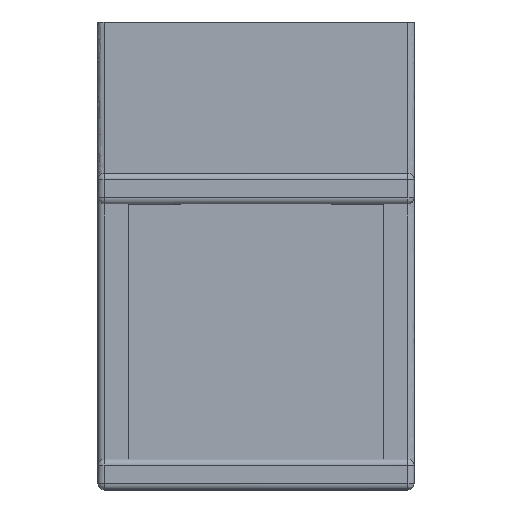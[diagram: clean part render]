
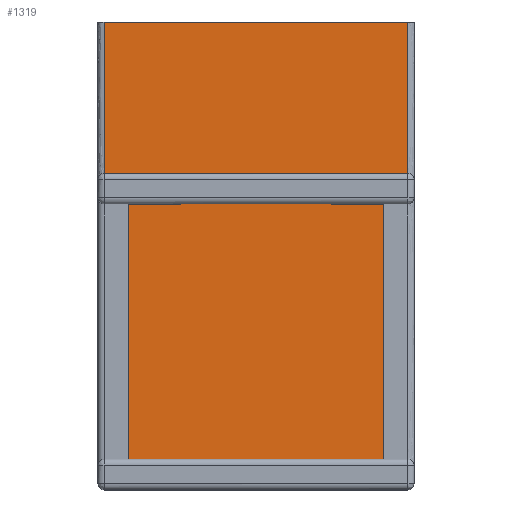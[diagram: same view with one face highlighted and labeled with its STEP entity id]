
A CAD part, top view. The second image highlights one B-rep face of the part: STEP entity #1319.
In plain terms, the highlighted planar face has unit normal (0, 0, 1).
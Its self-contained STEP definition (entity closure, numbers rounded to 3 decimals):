
#56=PLANE('',#1440);
#131=FACE_OUTER_BOUND('',#211,.T.);
#211=EDGE_LOOP('',(#1082,#1083,#1084,#1085,#1086,#1087,#1088,#1089,#1090,
#1091,#1092,#1093));
#241=LINE('',#1821,#377);
#255=LINE('',#1850,#391);
#303=LINE('',#2274,#439);
#308=LINE('',#2282,#444);
#324=LINE('',#2340,#460);
#338=LINE('',#2638,#474);
#339=LINE('',#2640,#475);
#340=LINE('',#2642,#476);
#341=LINE('',#2644,#477);
#342=LINE('',#2646,#478);
#343=LINE('',#2648,#479);
#344=LINE('',#2649,#480);
#377=VECTOR('',#1470,10.);
#391=VECTOR('',#1488,10.);
#439=VECTOR('',#1630,10.);
#444=VECTOR('',#1635,10.);
#460=VECTOR('',#1673,10.);
#474=VECTOR('',#1725,10.);
#475=VECTOR('',#1726,10.);
#476=VECTOR('',#1727,10.);
#477=VECTOR('',#1728,10.);
#478=VECTOR('',#1729,10.);
#479=VECTOR('',#1730,10.);
#480=VECTOR('',#1731,10.);
#554=VERTEX_POINT('',#1814);
#557=VERTEX_POINT('',#1819);
#570=VERTEX_POINT('',#1849);
#619=VERTEX_POINT('',#2271);
#620=VERTEX_POINT('',#2273);
#623=VERTEX_POINT('',#2280);
#652=VERTEX_POINT('',#2637);
#653=VERTEX_POINT('',#2639);
#654=VERTEX_POINT('',#2641);
#655=VERTEX_POINT('',#2643);
#656=VERTEX_POINT('',#2645);
#657=VERTEX_POINT('',#2647);
#666=EDGE_CURVE('',#557,#554,#241,.T.);
#680=EDGE_CURVE('',#554,#570,#255,.T.);
#760=EDGE_CURVE('',#620,#619,#303,.T.);
#765=EDGE_CURVE('',#557,#623,#308,.T.);
#787=EDGE_CURVE('',#570,#619,#324,.T.);
#816=EDGE_CURVE('',#623,#652,#338,.T.);
#817=EDGE_CURVE('',#653,#652,#339,.T.);
#818=EDGE_CURVE('',#654,#653,#340,.T.);
#819=EDGE_CURVE('',#655,#654,#341,.T.);
#820=EDGE_CURVE('',#656,#655,#342,.T.);
#821=EDGE_CURVE('',#657,#656,#343,.T.);
#822=EDGE_CURVE('',#620,#657,#344,.T.);
#1082=ORIENTED_EDGE('',*,*,#666,.F.);
#1083=ORIENTED_EDGE('',*,*,#765,.T.);
#1084=ORIENTED_EDGE('',*,*,#816,.T.);
#1085=ORIENTED_EDGE('',*,*,#817,.F.);
#1086=ORIENTED_EDGE('',*,*,#818,.F.);
#1087=ORIENTED_EDGE('',*,*,#819,.F.);
#1088=ORIENTED_EDGE('',*,*,#820,.F.);
#1089=ORIENTED_EDGE('',*,*,#821,.F.);
#1090=ORIENTED_EDGE('',*,*,#822,.F.);
#1091=ORIENTED_EDGE('',*,*,#760,.T.);
#1092=ORIENTED_EDGE('',*,*,#787,.F.);
#1093=ORIENTED_EDGE('',*,*,#680,.F.);
#1319=ADVANCED_FACE('',(#131),#56,.T.);
#1440=AXIS2_PLACEMENT_3D('',#2636,#1723,#1724);
#1470=DIRECTION('',(0.,1.,0.));
#1488=DIRECTION('',(1.,0.,0.));
#1630=DIRECTION('',(1.,0.,0.));
#1635=DIRECTION('',(1.,0.,0.));
#1673=DIRECTION('',(0.,-1.,0.));
#1723=DIRECTION('center_axis',(0.,0.,1.));
#1724=DIRECTION('ref_axis',(1.,0.,0.));
#1725=DIRECTION('',(0.,-1.,0.));
#1726=DIRECTION('',(1.,0.,0.));
#1727=DIRECTION('',(0.,1.,0.));
#1728=DIRECTION('',(-1.,0.,0.));
#1729=DIRECTION('',(0.,-1.,0.));
#1730=DIRECTION('',(1.,0.,0.));
#1731=DIRECTION('',(0.,-1.,0.));
#1814=CARTESIAN_POINT('',(-4.,72.,-0.002));
#1819=CARTESIAN_POINT('',(-4.,47.,-0.002));
#1821=CARTESIAN_POINT('',(-4.,52.75,-0.002));
#1849=CARTESIAN_POINT('',(46.,72.,-0.002));
#1850=CARTESIAN_POINT('',(0.,72.,-0.002));
#2271=CARTESIAN_POINT('',(46.,47.,-0.002));
#2273=CARTESIAN_POINT('',(33.425,47.,-0.002));
#2274=CARTESIAN_POINT('',(0.,47.,-0.002));
#2280=CARTESIAN_POINT('',(8.575,47.,-0.002));
#2282=CARTESIAN_POINT('',(0.,47.,-0.002));
#2340=CARTESIAN_POINT('',(46.,52.75,-0.002));
#2636=CARTESIAN_POINT('Origin',(0.,72.,-0.002));
#2637=CARTESIAN_POINT('',(8.575,42.,-0.002));
#2638=CARTESIAN_POINT('',(8.575,47.,-0.002));
#2639=CARTESIAN_POINT('',(0.,42.,-0.002));
#2640=CARTESIAN_POINT('',(42.,42.,-0.002));
#2641=CARTESIAN_POINT('',(0.,0.,-0.002));
#2642=CARTESIAN_POINT('',(0.,42.,-0.002));
#2643=CARTESIAN_POINT('',(42.,0.,-0.002));
#2644=CARTESIAN_POINT('',(0.,0.,-0.002));
#2645=CARTESIAN_POINT('',(42.,42.,-0.002));
#2646=CARTESIAN_POINT('',(42.,0.,-0.002));
#2647=CARTESIAN_POINT('',(33.425,42.,-0.002));
#2648=CARTESIAN_POINT('',(42.,42.,-0.002));
#2649=CARTESIAN_POINT('',(33.425,47.,-0.002));
